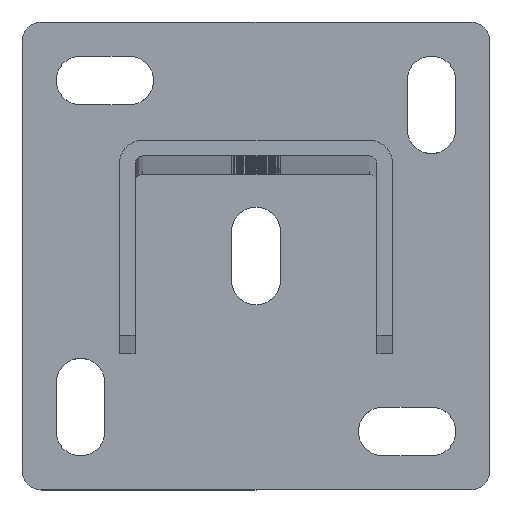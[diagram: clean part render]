
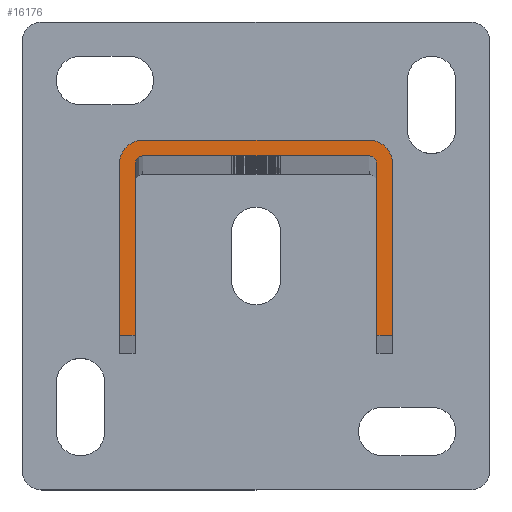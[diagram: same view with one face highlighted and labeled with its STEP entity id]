
A CAD part, top view. The second image highlights one B-rep face of the part: STEP entity #16176.
In plain terms, the highlighted planar face has unit normal (0, 0, 1).
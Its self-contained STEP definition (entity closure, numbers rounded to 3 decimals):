
#75 = EDGE_CURVE ( 'NONE', #13971, #12523, #1070, .T. ) ;
#992 = DIRECTION ( 'NONE',  ( 1., 0., 0. ) ) ;
#1070 = LINE ( 'NONE', #19513, #27120 ) ;
#1687 = CIRCLE ( 'NONE', #18607, 6. ) ;
#2006 = DIRECTION ( 'NONE',  ( 0., -1., 0. ) ) ;
#2047 = DIRECTION ( 'NONE',  ( 0., 1., 0. ) ) ;
#2198 = DIRECTION ( 'NONE',  ( 0., 1., 0. ) ) ;
#2359 = VECTOR ( 'NONE', #2047, 1000. ) ;
#2514 = DIRECTION ( 'NONE',  ( 0., 0., -1. ) ) ;
#3868 = CARTESIAN_POINT ( 'NONE',  ( 29., 19., 2708. ) ) ;
#3940 = CARTESIAN_POINT ( 'NONE',  ( 29., 19., 2708. ) ) ;
#4008 = AXIS2_PLACEMENT_3D ( 'NONE', #23192, #2514, #9607 ) ;
#4076 = VERTEX_POINT ( 'NONE', #9034 ) ;
#4241 = EDGE_CURVE ( 'NONE', #18356, #13971, #26203, .T. ) ;
#4287 = CARTESIAN_POINT ( 'NONE',  ( -35., -25., 2708. ) ) ;
#4606 = ORIENTED_EDGE ( 'NONE', *, *, #75, .T. ) ;
#4742 = LINE ( 'NONE', #4287, #2359 ) ;
#5081 = CIRCLE ( 'NONE', #23474, 2. ) ;
#5133 = CARTESIAN_POINT ( 'NONE',  ( 35., 19., 2708. ) ) ;
#5169 = VERTEX_POINT ( 'NONE', #7460 ) ;
#5683 = DIRECTION ( 'NONE',  ( -1., 0., 0. ) ) ;
#5910 = LINE ( 'NONE', #26457, #24806 ) ;
#6238 = CARTESIAN_POINT ( 'NONE',  ( 35., -25., 2708. ) ) ;
#6350 = DIRECTION ( 'NONE',  ( 1., 0., 0. ) ) ;
#6671 = LINE ( 'NONE', #15910, #24775 ) ;
#6819 = DIRECTION ( 'NONE',  ( -1., 0., 0. ) ) ;
#7460 = CARTESIAN_POINT ( 'NONE',  ( -29., 25., 2708. ) ) ;
#8122 = EDGE_CURVE ( 'NONE', #23325, #11890, #29665, .T. ) ;
#8782 = EDGE_CURVE ( 'NONE', #22834, #22319, #1687, .T. ) ;
#8813 = ORIENTED_EDGE ( 'NONE', *, *, #4241, .T. ) ;
#8852 = DIRECTION ( 'NONE',  ( 1., 0., 0. ) ) ;
#8967 = VECTOR ( 'NONE', #2198, 1000. ) ;
#8971 = DIRECTION ( 'NONE',  ( 1., 0., 0. ) ) ;
#9034 = CARTESIAN_POINT ( 'NONE',  ( -35., 19., 2708. ) ) ;
#9556 = ORIENTED_EDGE ( 'NONE', *, *, #21103, .F. ) ;
#9607 = DIRECTION ( 'NONE',  ( -1., 0., 0. ) ) ;
#10793 = CIRCLE ( 'NONE', #4008, 6. ) ;
#10970 = ORIENTED_EDGE ( 'NONE', *, *, #18779, .F. ) ;
#11462 = CARTESIAN_POINT ( 'NONE',  ( 31., 19., 2708. ) ) ;
#11717 = LINE ( 'NONE', #29361, #26366 ) ;
#11890 = VERTEX_POINT ( 'NONE', #18274 ) ;
#12355 = VERTEX_POINT ( 'NONE', #24934 ) ;
#12523 = VERTEX_POINT ( 'NONE', #18760 ) ;
#13100 = AXIS2_PLACEMENT_3D ( 'NONE', #3868, #24421, #5683 ) ;
#13481 = DIRECTION ( 'NONE',  ( 0., 0., -1. ) ) ;
#13971 = VERTEX_POINT ( 'NONE', #11462 ) ;
#14591 = VECTOR ( 'NONE', #24670, 1000. ) ;
#14959 = DIRECTION ( 'NONE',  ( 0., -1., 0. ) ) ;
#15141 = CARTESIAN_POINT ( 'NONE',  ( -35., -25., 2708. ) ) ;
#15910 = CARTESIAN_POINT ( 'NONE',  ( -31., -25., 2708. ) ) ;
#16176 = ADVANCED_FACE ( 'NONE', ( #19467 ), #19759, .F. ) ;
#16834 = ORIENTED_EDGE ( 'NONE', *, *, #8122, .T. ) ;
#17137 = ORIENTED_EDGE ( 'NONE', *, *, #28593, .T. ) ;
#18006 = EDGE_CURVE ( 'NONE', #5169, #22834, #5910, .T. ) ;
#18034 = DIRECTION ( 'NONE',  ( 0., 0., -1. ) ) ;
#18274 = CARTESIAN_POINT ( 'NONE',  ( -31., 19., 2708. ) ) ;
#18356 = VERTEX_POINT ( 'NONE', #20390 ) ;
#18607 = AXIS2_PLACEMENT_3D ( 'NONE', #3940, #18034, #24937 ) ;
#18760 = CARTESIAN_POINT ( 'NONE',  ( 31., -25., 2708. ) ) ;
#18779 = EDGE_CURVE ( 'NONE', #4076, #5169, #10793, .T. ) ;
#19193 = EDGE_CURVE ( 'NONE', #23325, #22104, #6671, .T. ) ;
#19467 = FACE_OUTER_BOUND ( 'NONE', #27482, .T. ) ;
#19513 = CARTESIAN_POINT ( 'NONE',  ( 31., 19., 2708. ) ) ;
#19759 = PLANE ( 'NONE',  #13100 ) ;
#20171 = LINE ( 'NONE', #6238, #14591 ) ;
#20390 = CARTESIAN_POINT ( 'NONE',  ( 29., 21., 2708. ) ) ;
#20670 = EDGE_CURVE ( 'NONE', #22104, #4076, #4742, .T. ) ;
#20975 = ORIENTED_EDGE ( 'NONE', *, *, #19193, .F. ) ;
#21103 = EDGE_CURVE ( 'NONE', #22319, #29139, #27374, .T. ) ;
#21128 = CARTESIAN_POINT ( 'NONE',  ( -31., -25., 2708. ) ) ;
#21376 = AXIS2_PLACEMENT_3D ( 'NONE', #21678, #28769, #992 ) ;
#21678 = CARTESIAN_POINT ( 'NONE',  ( 29., 19., 2708. ) ) ;
#21925 = ORIENTED_EDGE ( 'NONE', *, *, #20670, .F. ) ;
#22104 = VERTEX_POINT ( 'NONE', #15141 ) ;
#22257 = CARTESIAN_POINT ( 'NONE',  ( 29., 25., 2708. ) ) ;
#22319 = VERTEX_POINT ( 'NONE', #5133 ) ;
#22834 = VERTEX_POINT ( 'NONE', #22257 ) ;
#23192 = CARTESIAN_POINT ( 'NONE',  ( -29., 19., 2708. ) ) ;
#23325 = VERTEX_POINT ( 'NONE', #21128 ) ;
#23474 = AXIS2_PLACEMENT_3D ( 'NONE', #27228, #13481, #8971 ) ;
#23503 = EDGE_CURVE ( 'NONE', #29139, #12523, #20171, .T. ) ;
#24421 = DIRECTION ( 'NONE',  ( 0., 0., -1. ) ) ;
#24670 = DIRECTION ( 'NONE',  ( -1., 0., 0. ) ) ;
#24775 = VECTOR ( 'NONE', #6819, 1000. ) ;
#24806 = VECTOR ( 'NONE', #6350, 1000. ) ;
#24934 = CARTESIAN_POINT ( 'NONE',  ( -29., 21., 2708. ) ) ;
#24937 = DIRECTION ( 'NONE',  ( -1., 0., 0. ) ) ;
#25048 = VECTOR ( 'NONE', #2006, 1000. ) ;
#25371 = CARTESIAN_POINT ( 'NONE',  ( 35., -25., 2708. ) ) ;
#25926 = ORIENTED_EDGE ( 'NONE', *, *, #8782, .F. ) ;
#26191 = ORIENTED_EDGE ( 'NONE', *, *, #18006, .F. ) ;
#26203 = CIRCLE ( 'NONE', #21376, 2. ) ;
#26259 = ORIENTED_EDGE ( 'NONE', *, *, #23503, .F. ) ;
#26366 = VECTOR ( 'NONE', #8852, 1000. ) ;
#26457 = CARTESIAN_POINT ( 'NONE',  ( -29., 25., 2708. ) ) ;
#27120 = VECTOR ( 'NONE', #14959, 1000. ) ;
#27228 = CARTESIAN_POINT ( 'NONE',  ( -29., 19., 2708. ) ) ;
#27374 = LINE ( 'NONE', #29328, #25048 ) ;
#27482 = EDGE_LOOP ( 'NONE', ( #4606, #26259, #9556, #25926, #26191, #10970, #21925, #20975, #16834, #27556, #17137, #8813 ) ) ;
#27556 = ORIENTED_EDGE ( 'NONE', *, *, #28935, .T. ) ;
#27707 = CARTESIAN_POINT ( 'NONE',  ( -31., -25., 2708. ) ) ;
#28593 = EDGE_CURVE ( 'NONE', #12355, #18356, #11717, .T. ) ;
#28769 = DIRECTION ( 'NONE',  ( 0., 0., -1. ) ) ;
#28935 = EDGE_CURVE ( 'NONE', #11890, #12355, #5081, .T. ) ;
#29139 = VERTEX_POINT ( 'NONE', #25371 ) ;
#29328 = CARTESIAN_POINT ( 'NONE',  ( 35., 19., 2708. ) ) ;
#29361 = CARTESIAN_POINT ( 'NONE',  ( -29., 21., 2708. ) ) ;
#29665 = LINE ( 'NONE', #27707, #8967 ) ;
